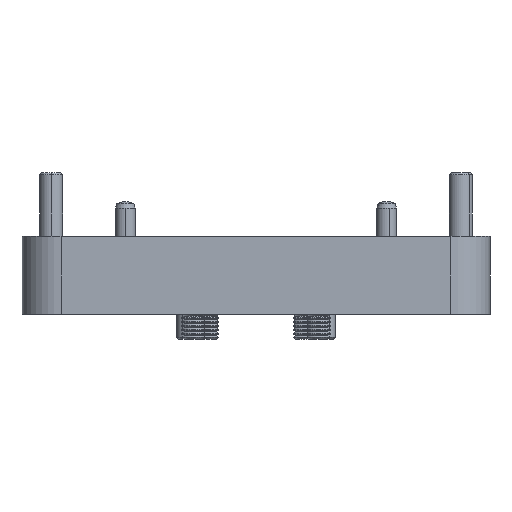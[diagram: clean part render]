
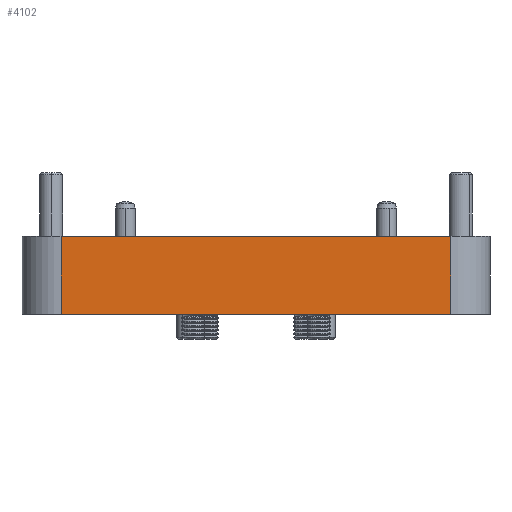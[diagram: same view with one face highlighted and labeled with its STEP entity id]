
A CAD part, left-side view. The second image highlights one B-rep face of the part: STEP entity #4102.
In plain terms, the highlighted planar face has unit normal (-1, 0, 0).
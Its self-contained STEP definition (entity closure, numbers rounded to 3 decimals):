
#267 = CARTESIAN_POINT ( 'NONE',  ( -144., -60., 0. ) ) ;
#317 = EDGE_CURVE ( 'NONE', #7166, #3890, #3556, .T. ) ;
#481 = DIRECTION ( 'NONE',  ( 0., 0., -1. ) ) ;
#764 = PLANE ( 'NONE',  #6688 ) ;
#805 = ORIENTED_EDGE ( 'NONE', *, *, #3441, .T. ) ;
#1031 = ORIENTED_EDGE ( 'NONE', *, *, #317, .T. ) ;
#1377 = CARTESIAN_POINT ( 'NONE',  ( -144., -60., 20. ) ) ;
#1619 = VECTOR ( 'NONE', #7089, 1000. ) ;
#2206 = CARTESIAN_POINT ( 'NONE',  ( -144., -50., 20. ) ) ;
#2613 = VECTOR ( 'NONE', #2639, 1000. ) ;
#2639 = DIRECTION ( 'NONE',  ( 0., 0., -1. ) ) ;
#3166 = CARTESIAN_POINT ( 'NONE',  ( -144., 50., 20. ) ) ;
#3172 = EDGE_CURVE ( 'NONE', #6086, #3890, #6356, .T. ) ;
#3173 = ORIENTED_EDGE ( 'NONE', *, *, #6484, .T. ) ;
#3441 = EDGE_CURVE ( 'NONE', #6201, #7166, #8705, .T. ) ;
#3556 = LINE ( 'NONE', #7508, #1619 ) ;
#3788 = ORIENTED_EDGE ( 'NONE', *, *, #3172, .F. ) ;
#3833 = VECTOR ( 'NONE', #5505, 1000. ) ;
#3890 = VERTEX_POINT ( 'NONE', #2206 ) ;
#4102 = ADVANCED_FACE ( 'NONE', ( #7917 ), #764, .F. ) ;
#4921 = CARTESIAN_POINT ( 'NONE',  ( -144., 50., 0. ) ) ;
#5505 = DIRECTION ( 'NONE',  ( 0., -1., 0. ) ) ;
#5883 = DIRECTION ( 'NONE',  ( 1., 0., 0. ) ) ;
#6086 = VERTEX_POINT ( 'NONE', #3166 ) ;
#6201 = VERTEX_POINT ( 'NONE', #4921 ) ;
#6356 = LINE ( 'NONE', #8523, #6610 ) ;
#6484 = EDGE_CURVE ( 'NONE', #6086, #6201, #8459, .T. ) ;
#6610 = VECTOR ( 'NONE', #7801, 1000. ) ;
#6688 = AXIS2_PLACEMENT_3D ( 'NONE', #1377, #5883, #481 ) ;
#6830 = EDGE_LOOP ( 'NONE', ( #3788, #3173, #805, #1031 ) ) ;
#7013 = CARTESIAN_POINT ( 'NONE',  ( -144., 50., 20. ) ) ;
#7089 = DIRECTION ( 'NONE',  ( 0., 0., 1. ) ) ;
#7166 = VERTEX_POINT ( 'NONE', #7941 ) ;
#7508 = CARTESIAN_POINT ( 'NONE',  ( -144., -50., 20. ) ) ;
#7801 = DIRECTION ( 'NONE',  ( 0., -1., 0. ) ) ;
#7917 = FACE_OUTER_BOUND ( 'NONE', #6830, .T. ) ;
#7941 = CARTESIAN_POINT ( 'NONE',  ( -144., -50., 0. ) ) ;
#8459 = LINE ( 'NONE', #7013, #2613 ) ;
#8523 = CARTESIAN_POINT ( 'NONE',  ( -144., -60., 20. ) ) ;
#8705 = LINE ( 'NONE', #267, #3833 ) ;
